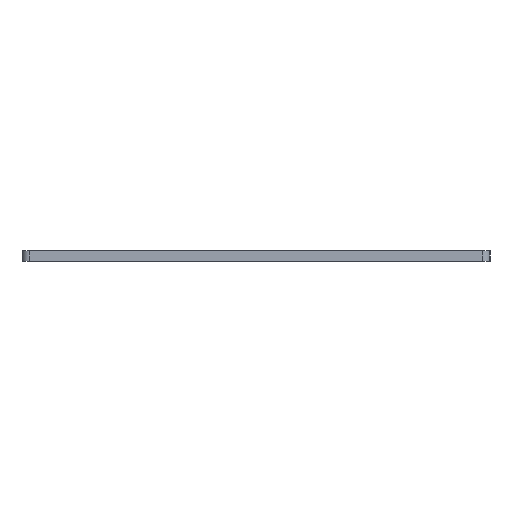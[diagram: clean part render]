
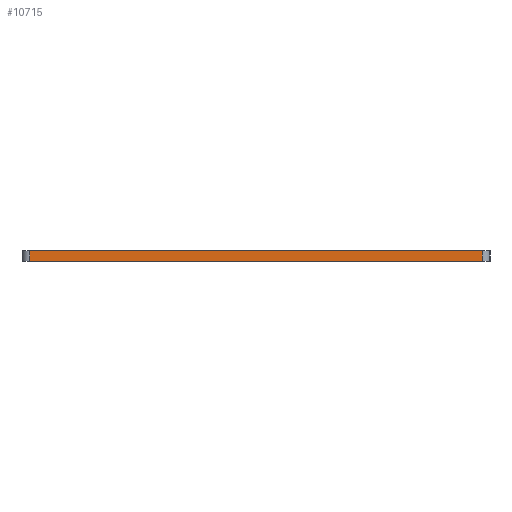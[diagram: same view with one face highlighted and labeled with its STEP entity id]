
A CAD part, front view. The second image highlights one B-rep face of the part: STEP entity #10715.
In plain terms, the highlighted planar face has unit normal (0, -1, 0).
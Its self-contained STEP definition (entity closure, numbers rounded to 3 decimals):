
#83 = PLANE('',#84);
#84 = AXIS2_PLACEMENT_3D('',#85,#86,#87);
#85 = CARTESIAN_POINT('',(35.72,69.052,1.6));
#86 = DIRECTION('',(-0.,-0.,-1.));
#87 = DIRECTION('',(-1.,0.,0.));
#137 = PLANE('',#138);
#138 = AXIS2_PLACEMENT_3D('',#139,#140,#141);
#139 = CARTESIAN_POINT('',(35.72,69.052,0.));
#140 = DIRECTION('',(-0.,-0.,-1.));
#141 = DIRECTION('',(-1.,0.,0.));
#350 = VERTEX_POINT('',#351);
#351 = CARTESIAN_POINT('',(70.248,-0.005,0.));
#370 = CYLINDRICAL_SURFACE('',#371,1.191);
#371 = AXIS2_PLACEMENT_3D('',#372,#373,#374);
#372 = CARTESIAN_POINT('',(70.248,1.186,0.));
#373 = DIRECTION('',(-0.,-0.,-1.));
#374 = DIRECTION('',(1.,0.,-0.));
#382 = EDGE_CURVE('',#350,#383,#385,.T.);
#383 = VERTEX_POINT('',#384);
#384 = CARTESIAN_POINT('',(1.191,-0.005,0.));
#385 = SURFACE_CURVE('',#386,(#390,#397),.PCURVE_S1.);
#386 = LINE('',#387,#388);
#387 = CARTESIAN_POINT('',(70.248,-0.005,0.));
#388 = VECTOR('',#389,1.);
#389 = DIRECTION('',(-1.,0.,0.));
#390 = PCURVE('',#137,#391);
#391 = DEFINITIONAL_REPRESENTATION('',(#392),#396);
#392 = LINE('',#393,#394);
#393 = CARTESIAN_POINT('',(-34.528,-69.056));
#394 = VECTOR('',#395,1.);
#395 = DIRECTION('',(1.,0.));
#396 = ( GEOMETRIC_REPRESENTATION_CONTEXT(2) 
PARAMETRIC_REPRESENTATION_CONTEXT() REPRESENTATION_CONTEXT('2D SPACE',''
  ) );
#397 = PCURVE('',#398,#403);
#398 = PLANE('',#399);
#399 = AXIS2_PLACEMENT_3D('',#400,#401,#402);
#400 = CARTESIAN_POINT('',(70.248,-0.005,0.));
#401 = DIRECTION('',(0.,-1.,0.));
#402 = DIRECTION('',(-1.,0.,0.));
#403 = DEFINITIONAL_REPRESENTATION('',(#404),#408);
#404 = LINE('',#405,#406);
#405 = CARTESIAN_POINT('',(0.,0.));
#406 = VECTOR('',#407,1.);
#407 = DIRECTION('',(1.,0.));
#408 = ( GEOMETRIC_REPRESENTATION_CONTEXT(2) 
PARAMETRIC_REPRESENTATION_CONTEXT() REPRESENTATION_CONTEXT('2D SPACE',''
  ) );
#431 = CYLINDRICAL_SURFACE('',#432,1.191);
#432 = AXIS2_PLACEMENT_3D('',#433,#434,#435);
#433 = CARTESIAN_POINT('',(1.191,1.186,0.));
#434 = DIRECTION('',(-0.,-0.,-1.));
#435 = DIRECTION('',(1.,0.,-0.));
#5896 = VERTEX_POINT('',#5897);
#5897 = CARTESIAN_POINT('',(70.248,-0.005,1.6));
#5923 = EDGE_CURVE('',#5896,#5924,#5926,.T.);
#5924 = VERTEX_POINT('',#5925);
#5925 = CARTESIAN_POINT('',(1.191,-0.005,1.6));
#5926 = SURFACE_CURVE('',#5927,(#5931,#5938),.PCURVE_S1.);
#5927 = LINE('',#5928,#5929);
#5928 = CARTESIAN_POINT('',(70.248,-0.005,1.6));
#5929 = VECTOR('',#5930,1.);
#5930 = DIRECTION('',(-1.,0.,0.));
#5931 = PCURVE('',#83,#5932);
#5932 = DEFINITIONAL_REPRESENTATION('',(#5933),#5937);
#5933 = LINE('',#5934,#5935);
#5934 = CARTESIAN_POINT('',(-34.528,-69.056));
#5935 = VECTOR('',#5936,1.);
#5936 = DIRECTION('',(1.,0.));
#5937 = ( GEOMETRIC_REPRESENTATION_CONTEXT(2) 
PARAMETRIC_REPRESENTATION_CONTEXT() REPRESENTATION_CONTEXT('2D SPACE',''
  ) );
#5938 = PCURVE('',#398,#5939);
#5939 = DEFINITIONAL_REPRESENTATION('',(#5940),#5944);
#5940 = LINE('',#5941,#5942);
#5941 = CARTESIAN_POINT('',(0.,-1.6));
#5942 = VECTOR('',#5943,1.);
#5943 = DIRECTION('',(1.,0.));
#5944 = ( GEOMETRIC_REPRESENTATION_CONTEXT(2) 
PARAMETRIC_REPRESENTATION_CONTEXT() REPRESENTATION_CONTEXT('2D SPACE',''
  ) );
#10667 = EDGE_CURVE('',#383,#5924,#10668,.T.);
#10668 = SURFACE_CURVE('',#10669,(#10673,#10680),.PCURVE_S1.);
#10669 = LINE('',#10670,#10671);
#10670 = CARTESIAN_POINT('',(1.191,-0.005,0.));
#10671 = VECTOR('',#10672,1.);
#10672 = DIRECTION('',(0.,0.,1.));
#10673 = PCURVE('',#431,#10674);
#10674 = DEFINITIONAL_REPRESENTATION('',(#10675),#10679);
#10675 = LINE('',#10676,#10677);
#10676 = CARTESIAN_POINT('',(-4.713,0.));
#10677 = VECTOR('',#10678,1.);
#10678 = DIRECTION('',(-0.,-1.));
#10679 = ( GEOMETRIC_REPRESENTATION_CONTEXT(2) 
PARAMETRIC_REPRESENTATION_CONTEXT() REPRESENTATION_CONTEXT('2D SPACE',''
  ) );
#10680 = PCURVE('',#398,#10681);
#10681 = DEFINITIONAL_REPRESENTATION('',(#10682),#10686);
#10682 = LINE('',#10683,#10684);
#10683 = CARTESIAN_POINT('',(69.057,0.));
#10684 = VECTOR('',#10685,1.);
#10685 = DIRECTION('',(0.,-1.));
#10686 = ( GEOMETRIC_REPRESENTATION_CONTEXT(2) 
PARAMETRIC_REPRESENTATION_CONTEXT() REPRESENTATION_CONTEXT('2D SPACE',''
  ) );
#10692 = EDGE_CURVE('',#350,#5896,#10693,.T.);
#10693 = SURFACE_CURVE('',#10694,(#10698,#10705),.PCURVE_S1.);
#10694 = LINE('',#10695,#10696);
#10695 = CARTESIAN_POINT('',(70.248,-0.005,0.));
#10696 = VECTOR('',#10697,1.);
#10697 = DIRECTION('',(0.,0.,1.));
#10698 = PCURVE('',#370,#10699);
#10699 = DEFINITIONAL_REPRESENTATION('',(#10700),#10704);
#10700 = LINE('',#10701,#10702);
#10701 = CARTESIAN_POINT('',(-4.712,0.));
#10702 = VECTOR('',#10703,1.);
#10703 = DIRECTION('',(-0.,-1.));
#10704 = ( GEOMETRIC_REPRESENTATION_CONTEXT(2) 
PARAMETRIC_REPRESENTATION_CONTEXT() REPRESENTATION_CONTEXT('2D SPACE',''
  ) );
#10705 = PCURVE('',#398,#10706);
#10706 = DEFINITIONAL_REPRESENTATION('',(#10707),#10711);
#10707 = LINE('',#10708,#10709);
#10708 = CARTESIAN_POINT('',(0.,0.));
#10709 = VECTOR('',#10710,1.);
#10710 = DIRECTION('',(0.,-1.));
#10711 = ( GEOMETRIC_REPRESENTATION_CONTEXT(2) 
PARAMETRIC_REPRESENTATION_CONTEXT() REPRESENTATION_CONTEXT('2D SPACE',''
  ) );
#10715 = ADVANCED_FACE('',(#10716),#398,.T.);
#10716 = FACE_BOUND('',#10717,.T.);
#10717 = EDGE_LOOP('',(#10718,#10719,#10720,#10721));
#10718 = ORIENTED_EDGE('',*,*,#10692,.T.);
#10719 = ORIENTED_EDGE('',*,*,#5923,.T.);
#10720 = ORIENTED_EDGE('',*,*,#10667,.F.);
#10721 = ORIENTED_EDGE('',*,*,#382,.F.);
